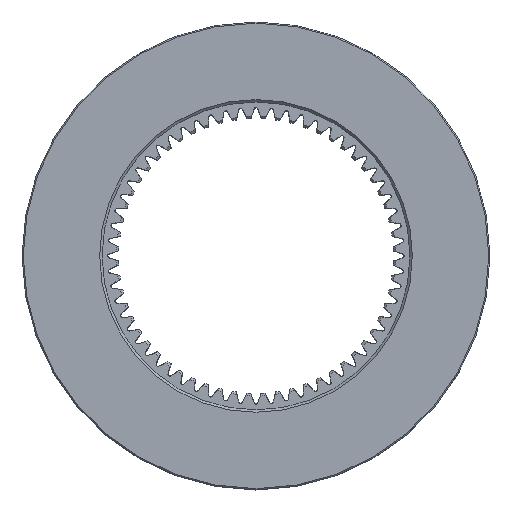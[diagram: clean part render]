
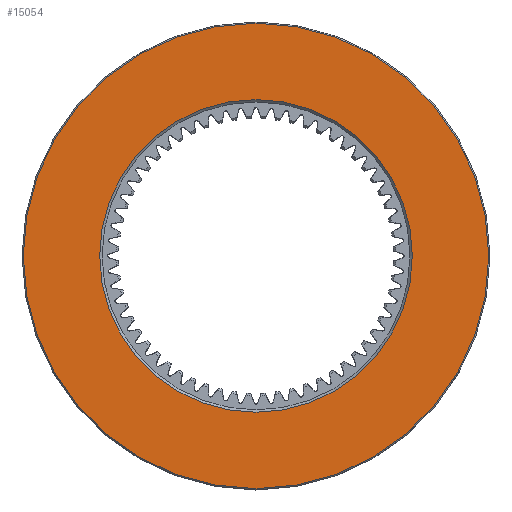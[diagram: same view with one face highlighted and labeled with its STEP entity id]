
A CAD part, top view. The second image highlights one B-rep face of the part: STEP entity #15054.
In plain terms, the highlighted planar face has unit normal (0, 0, 1).
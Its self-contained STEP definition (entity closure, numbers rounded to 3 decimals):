
#356 = DIRECTION ( 'NONE',  ( -1., 0., 0. ) ) ;
#4459 = AXIS2_PLACEMENT_3D ( 'NONE', #9919, #15675, #9754 ) ;
#5565 = VERTEX_POINT ( 'NONE', #7310 ) ;
#5581 = EDGE_CURVE ( 'NONE', #15845, #15845, #22459, .T. ) ;
#6221 = CARTESIAN_POINT ( 'NONE',  ( 0., 0., 41. ) ) ;
#7310 = CARTESIAN_POINT ( 'NONE',  ( -196.5, 0., 41. ) ) ;
#9754 = DIRECTION ( 'NONE',  ( 1., 0., 0. ) ) ;
#9913 = ORIENTED_EDGE ( 'NONE', *, *, #5581, .F. ) ;
#9919 = CARTESIAN_POINT ( 'NONE',  ( 0., 0., 41. ) ) ;
#10189 = AXIS2_PLACEMENT_3D ( 'NONE', #16628, #10700, #24188 ) ;
#10700 = DIRECTION ( 'NONE',  ( 0., 0., -1. ) ) ;
#10786 = PLANE ( 'NONE',  #10189 ) ;
#10860 = CIRCLE ( 'NONE', #22447, 196.5 ) ;
#12519 = ORIENTED_EDGE ( 'NONE', *, *, #12809, .T. ) ;
#12809 = EDGE_CURVE ( 'NONE', #5565, #5565, #10860, .T. ) ;
#13875 = FACE_BOUND ( 'NONE', #18502, .T. ) ;
#15054 = ADVANCED_FACE ( 'NONE', ( #19651, #13875 ), #10786, .F. ) ;
#15194 = EDGE_LOOP ( 'NONE', ( #12519 ) ) ;
#15675 = DIRECTION ( 'NONE',  ( 0., 0., 1. ) ) ;
#15845 = VERTEX_POINT ( 'NONE', #20161 ) ;
#16628 = CARTESIAN_POINT ( 'NONE',  ( -197.5, 0., 41. ) ) ;
#18502 = EDGE_LOOP ( 'NONE', ( #9913 ) ) ;
#19651 = FACE_OUTER_BOUND ( 'NONE', #15194, .T. ) ;
#20161 = CARTESIAN_POINT ( 'NONE',  ( 132., 0., 41. ) ) ;
#21803 = DIRECTION ( 'NONE',  ( 0., 0., 1. ) ) ;
#22447 = AXIS2_PLACEMENT_3D ( 'NONE', #6221, #21803, #356 ) ;
#22459 = CIRCLE ( 'NONE', #4459, 132. ) ;
#24188 = DIRECTION ( 'NONE',  ( -1., 0., 0. ) ) ;
